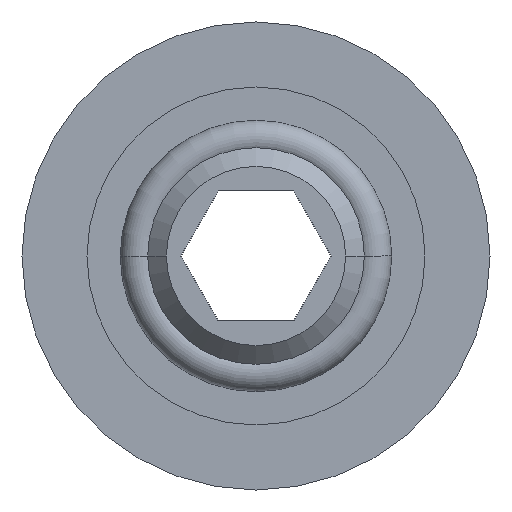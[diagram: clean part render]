
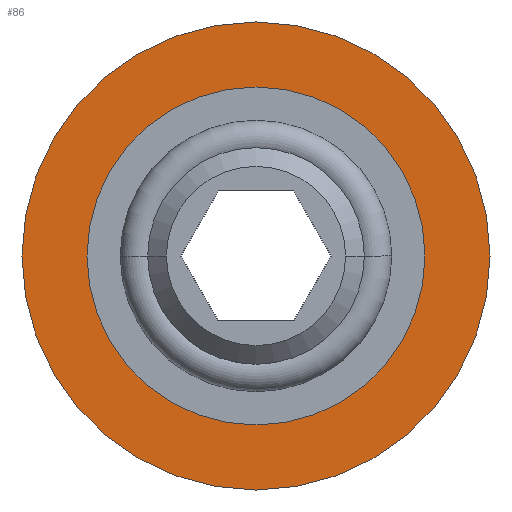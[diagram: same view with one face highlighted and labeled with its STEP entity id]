
A CAD part, front view. The second image highlights one B-rep face of the part: STEP entity #86.
In plain terms, the highlighted planar face has unit normal (0, -1, 0).
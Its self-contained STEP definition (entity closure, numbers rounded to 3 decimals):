
#86=ADVANCED_FACE('',(#178,#179),#180,.T.);
#178=FACE_OUTER_BOUND('',#277,.T.);
#179=FACE_BOUND('',#278,.T.);
#180=PLANE('',#279);
#277=EDGE_LOOP('',(#584,#585));
#278=EDGE_LOOP('',(#586,#587));
#279=AXIS2_PLACEMENT_3D('',#588,#589,#590);
#584=ORIENTED_EDGE('',*,*,#712,.T.);
#585=ORIENTED_EDGE('',*,*,#634,.T.);
#586=ORIENTED_EDGE('',*,*,#632,.F.);
#587=ORIENTED_EDGE('',*,*,#713,.F.);
#588=CARTESIAN_POINT('',(0.0,1.5,0.0));
#589=DIRECTION('',(0.0,-1.0,0.0));
#590=DIRECTION('',(-1.0,0.0,0.0));
#632=EDGE_CURVE('',#737,#733,#739,.T.);
#634=EDGE_CURVE('',#743,#740,#744,.T.);
#712=EDGE_CURVE('',#740,#743,#870,.T.);
#713=EDGE_CURVE('',#733,#737,#871,.T.);
#733=VERTEX_POINT('',#891);
#737=VERTEX_POINT('',#896);
#739=CIRCLE('',#899,3.9);
#740=VERTEX_POINT('',#900);
#743=VERTEX_POINT('',#904);
#744=CIRCLE('',#905,5.4);
#870=CIRCLE('',#1068,5.4);
#871=CIRCLE('',#1069,3.9);
#891=CARTESIAN_POINT('',(3.9,1.5,0.));
#896=CARTESIAN_POINT('',(-3.9,1.5,0.));
#899=AXIS2_PLACEMENT_3D('',#1107,#1108,#1109);
#900=CARTESIAN_POINT('',(5.4,1.5,0.0));
#904=CARTESIAN_POINT('',(-5.4,1.5,0.));
#905=AXIS2_PLACEMENT_3D('',#1111,#1112,#1113);
#1068=AXIS2_PLACEMENT_3D('',#1271,#1272,#1273);
#1069=AXIS2_PLACEMENT_3D('',#1274,#1275,#1276);
#1107=CARTESIAN_POINT('',(0.0,1.5,0.0));
#1108=DIRECTION('',(0.0,-1.0,0.0));
#1109=DIRECTION('',(1.0,0.0,0.0));
#1111=CARTESIAN_POINT('',(0.0,1.5,0.0));
#1112=DIRECTION('',(0.0,-1.0,0.0));
#1113=DIRECTION('',(1.0,0.0,0.0));
#1271=CARTESIAN_POINT('',(0.0,1.5,0.0));
#1272=DIRECTION('',(0.0,-1.0,0.0));
#1273=DIRECTION('',(1.0,0.0,0.0));
#1274=CARTESIAN_POINT('',(0.0,1.5,0.0));
#1275=DIRECTION('',(0.0,-1.0,0.0));
#1276=DIRECTION('',(1.0,0.0,0.0));
